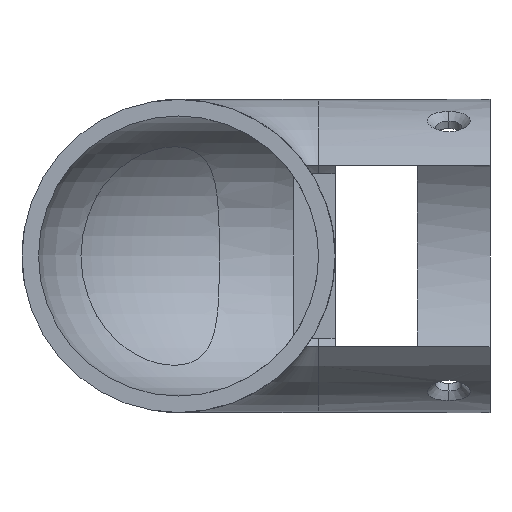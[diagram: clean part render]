
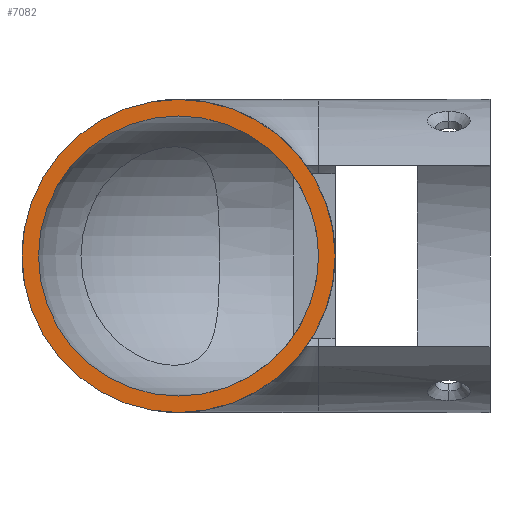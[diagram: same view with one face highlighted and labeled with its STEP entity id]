
A CAD part, front view. The second image highlights one B-rep face of the part: STEP entity #7082.
In plain terms, the highlighted planar face has unit normal (0, -1, 0).
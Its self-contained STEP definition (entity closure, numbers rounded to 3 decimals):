
#21 = FACE_OUTER_BOUND ( 'NONE', #7777, .T. ) ;
#353 = CARTESIAN_POINT ( 'NONE',  ( 0., 0., -17. ) ) ;
#550 = DIRECTION ( 'NONE',  ( 0., 0., 1. ) ) ;
#713 = EDGE_CURVE ( 'NONE', #5841, #11536, #10409, .T. ) ;
#788 = CARTESIAN_POINT ( 'NONE',  ( 0., 0., 19. ) ) ;
#849 = DIRECTION ( 'NONE',  ( 0., 1., 0. ) ) ;
#1473 = DIRECTION ( 'NONE',  ( 0., 0., 1. ) ) ;
#1650 = DIRECTION ( 'NONE',  ( 0., 1., 0. ) ) ;
#2423 = EDGE_CURVE ( 'NONE', #2764, #7633, #5422, .T. ) ;
#2486 = CARTESIAN_POINT ( 'NONE',  ( 0., 0., 0. ) ) ;
#2673 = DIRECTION ( 'NONE',  ( 0., 1., 0. ) ) ;
#2716 = CARTESIAN_POINT ( 'NONE',  ( 0., 0., 0. ) ) ;
#2746 = AXIS2_PLACEMENT_3D ( 'NONE', #10422, #4993, #550 ) ;
#2764 = VERTEX_POINT ( 'NONE', #353 ) ;
#2838 = CIRCLE ( 'NONE', #3064, 17. ) ;
#3064 = AXIS2_PLACEMENT_3D ( 'NONE', #5199, #6066, #1473 ) ;
#3574 = AXIS2_PLACEMENT_3D ( 'NONE', #2716, #2673, #9810 ) ;
#3708 = EDGE_CURVE ( 'NONE', #7633, #2764, #2838, .T. ) ;
#3795 = AXIS2_PLACEMENT_3D ( 'NONE', #2486, #1650, #4348 ) ;
#3834 = FACE_BOUND ( 'NONE', #9497, .T. ) ;
#3857 = CIRCLE ( 'NONE', #3795, 19. ) ;
#4348 = DIRECTION ( 'NONE',  ( 0., 0., 1. ) ) ;
#4417 = PLANE ( 'NONE',  #4532 ) ;
#4485 = CARTESIAN_POINT ( 'NONE',  ( 0., 0., -19. ) ) ;
#4532 = AXIS2_PLACEMENT_3D ( 'NONE', #10761, #849, #10693 ) ;
#4993 = DIRECTION ( 'NONE',  ( 0., 1., 0. ) ) ;
#5199 = CARTESIAN_POINT ( 'NONE',  ( 0., 0., 0. ) ) ;
#5422 = CIRCLE ( 'NONE', #2746, 17. ) ;
#5841 = VERTEX_POINT ( 'NONE', #788 ) ;
#5956 = EDGE_CURVE ( 'NONE', #11536, #5841, #3857, .T. ) ;
#6032 = ORIENTED_EDGE ( 'NONE', *, *, #713, .F. ) ;
#6066 = DIRECTION ( 'NONE',  ( 0., 1., 0. ) ) ;
#7082 = ADVANCED_FACE ( 'NONE', ( #3834, #21 ), #4417, .F. ) ;
#7633 = VERTEX_POINT ( 'NONE', #8483 ) ;
#7777 = EDGE_LOOP ( 'NONE', ( #6032, #10738 ) ) ;
#7941 = ORIENTED_EDGE ( 'NONE', *, *, #3708, .T. ) ;
#8483 = CARTESIAN_POINT ( 'NONE',  ( 0., 0., 17. ) ) ;
#9497 = EDGE_LOOP ( 'NONE', ( #7941, #11623 ) ) ;
#9810 = DIRECTION ( 'NONE',  ( 0., 0., 1. ) ) ;
#10409 = CIRCLE ( 'NONE', #3574, 19. ) ;
#10422 = CARTESIAN_POINT ( 'NONE',  ( 0., 0., 0. ) ) ;
#10693 = DIRECTION ( 'NONE',  ( 0., 0., 1. ) ) ;
#10738 = ORIENTED_EDGE ( 'NONE', *, *, #5956, .F. ) ;
#10761 = CARTESIAN_POINT ( 'NONE',  ( 0., 0., 0. ) ) ;
#11536 = VERTEX_POINT ( 'NONE', #4485 ) ;
#11623 = ORIENTED_EDGE ( 'NONE', *, *, #2423, .T. ) ;
